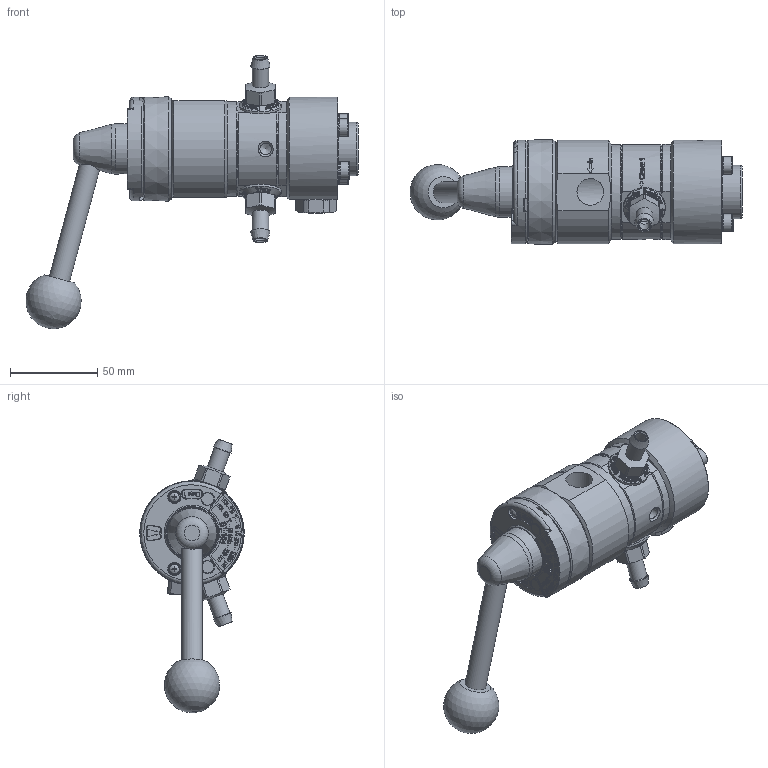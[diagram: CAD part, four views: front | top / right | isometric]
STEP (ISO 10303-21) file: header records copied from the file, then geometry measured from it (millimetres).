
FILE_DESCRIPTION(/* description */ ('Unknown'),/* implementation_level */ '2;1');
FILE_NAME(/* name */ '200164500',/* time_stamp */ '2019-02-07T16:36:44+01:00',/* author */ ('Unknown'),/* organization */ ('Unknown'),/* preprocessor_version */ 'ST-DEVELOPER v16.7',/* originating_system */ 'DEX',/* authorisation */ $);
FILE_SCHEMA (('AUTOMOTIVE_DESIGN {1 0 10303 214 3 1 1}'));
Length unit declared in the file: millimetre
Products named in the file (1): Part4
Bounding box: 190.37 x 60.01 x 156.85 mm (x, y, z)
Volume: 246508.1 mm3; surface area: 86332 mm2
Topology: 2 solids, 3 shells, 2787 faces, 6904 edges, 4406 vertices
Faces by surface type: plane 1323, bspline 535, cylinder 385, cone 307, torus 206, sphere 31
Full cylindrical faces by diameter (mm): 2.9 x4, 3 x2, 3.1 x1, 4.5 x2, 4.917 x13, 5 x3, 5.6 x2, 5.799 x2, 5.916 x2, 5.999 x8, 6.199 x2, 6.299 x9, 6.399 x4, 6.646 x2, 6.799 x2, 7 x2, 7.499 x1, 7.999 x2, 8.499 x2, 8.819 x4, 9.499 x2, 9.999 x10, 11.999 x1, 12.399 x1, 12.916 x4, 14.499 x2, 15.328 x1, 16.598 x2, 16.915 x2, 16.998 x2
Entity records: 106853 total; most frequent: CARTESIAN_POINT 40330, ORIENTED_EDGE 12922, DIRECTION 9319, EDGE_CURVE 6461, VERTEX_POINT 4289, AXIS2_PLACEMENT_3D 3688, FACE_BOUND 3422, EDGE_LOOP 3414
